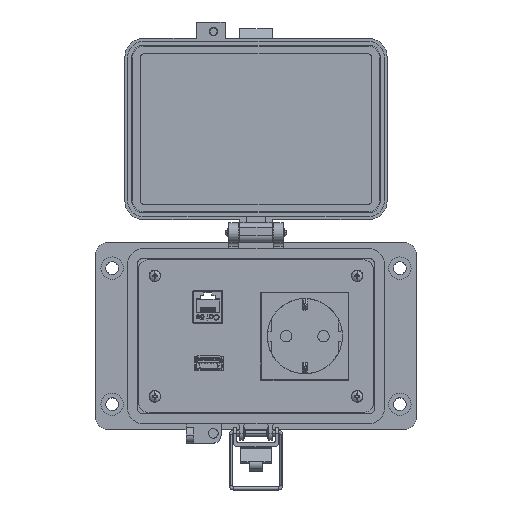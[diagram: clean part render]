
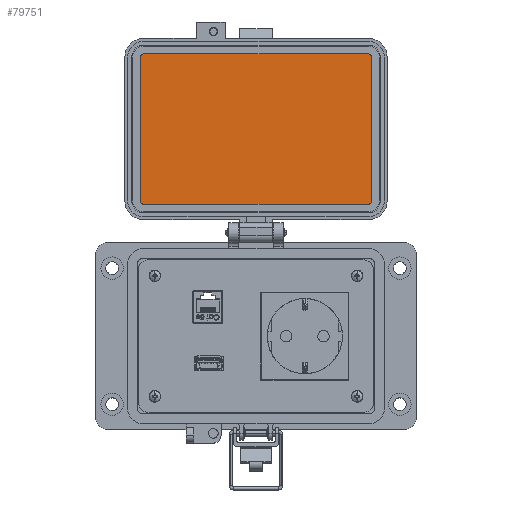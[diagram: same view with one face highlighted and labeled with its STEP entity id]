
A CAD part, top view. The second image highlights one B-rep face of the part: STEP entity #79751.
In plain terms, the highlighted planar face has unit normal (0, 0, 1).
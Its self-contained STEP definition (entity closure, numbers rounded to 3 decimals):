
#1620 = EDGE_CURVE ( 'NONE', #23285, #38015, #33258, .T. ) ;
#2451 = VERTEX_POINT ( 'NONE', #24537 ) ;
#3212 = CARTESIAN_POINT ( 'NONE',  ( -57.72, 67.765, 8.694 ) ) ;
#5660 = DIRECTION ( 'NONE',  ( 0., -1., 0. ) ) ;
#7461 = ORIENTED_EDGE ( 'NONE', *, *, #21318, .F. ) ;
#10197 = DIRECTION ( 'NONE',  ( 0., 1., 0. ) ) ;
#11899 = DIRECTION ( 'NONE',  ( 0., 0., -1. ) ) ;
#14460 = VECTOR ( 'NONE', #10197, 1000. ) ;
#14838 = CARTESIAN_POINT ( 'NONE',  ( 57.717, 145.119, 8.694 ) ) ;
#14989 = CARTESIAN_POINT ( 'NONE',  ( -57.72, 145.119, 8.694 ) ) ;
#15611 = CARTESIAN_POINT ( 'NONE',  ( 59.502, 69.55, 8.694 ) ) ;
#15991 = ORIENTED_EDGE ( 'NONE', *, *, #62021, .F. ) ;
#16333 = CIRCLE ( 'NONE', #64541, 1.785 ) ;
#17191 = EDGE_CURVE ( 'NONE', #38015, #70475, #33249, .T. ) ;
#18280 = DIRECTION ( 'NONE',  ( 0., -1., 0. ) ) ;
#19006 = ORIENTED_EDGE ( 'NONE', *, *, #49917, .F. ) ;
#19237 = CARTESIAN_POINT ( 'NONE',  ( 59.502, 69.55, 8.694 ) ) ;
#21318 = EDGE_CURVE ( 'NONE', #2451, #23285, #81223, .T. ) ;
#22048 = ORIENTED_EDGE ( 'NONE', *, *, #41145, .F. ) ;
#22415 = CARTESIAN_POINT ( 'NONE',  ( -59.505, 69.55, 8.694 ) ) ;
#23112 = ORIENTED_EDGE ( 'NONE', *, *, #17191, .F. ) ;
#23285 = VERTEX_POINT ( 'NONE', #55413 ) ;
#23709 = VERTEX_POINT ( 'NONE', #14989 ) ;
#23778 = CARTESIAN_POINT ( 'NONE',  ( -57.72, 143.334, 8.694 ) ) ;
#24537 = CARTESIAN_POINT ( 'NONE',  ( 57.717, 67.765, 8.694 ) ) ;
#25449 = VERTEX_POINT ( 'NONE', #19237 ) ;
#26958 = CARTESIAN_POINT ( 'NONE',  ( -59.505, 143.334, 8.694 ) ) ;
#28562 = DIRECTION ( 'NONE',  ( 0., -1., 0. ) ) ;
#28992 = CARTESIAN_POINT ( 'NONE',  ( 57.717, 145.119, 8.694 ) ) ;
#30129 = DIRECTION ( 'NONE',  ( 0., -1., 0. ) ) ;
#33249 = LINE ( 'NONE', #48069, #14460 ) ;
#33258 = CIRCLE ( 'NONE', #43838, 1.785 ) ;
#33283 = CIRCLE ( 'NONE', #54200, 1.785 ) ;
#34031 = EDGE_LOOP ( 'NONE', ( #36557, #23112, #52490, #7461, #55749, #19006, #15991, #22048 ) ) ;
#34158 = VERTEX_POINT ( 'NONE', #14838 ) ;
#34249 = LINE ( 'NONE', #28992, #65873 ) ;
#34638 = DIRECTION ( 'NONE',  ( -1., 0., 0. ) ) ;
#35342 = DIRECTION ( 'NONE',  ( 1., 0., 0. ) ) ;
#35468 = CARTESIAN_POINT ( 'NONE',  ( 57.717, 143.334, 8.694 ) ) ;
#36557 = ORIENTED_EDGE ( 'NONE', *, *, #38118, .F. ) ;
#37104 = CARTESIAN_POINT ( 'NONE',  ( 57.717, 69.55, 8.694 ) ) ;
#37145 = PLANE ( 'NONE',  #61825 ) ;
#38015 = VERTEX_POINT ( 'NONE', #22415 ) ;
#38118 = EDGE_CURVE ( 'NONE', #70475, #23709, #43608, .T. ) ;
#40015 = AXIS2_PLACEMENT_3D ( 'NONE', #23778, #67994, #30129 ) ;
#41145 = EDGE_CURVE ( 'NONE', #23709, #34158, #34249, .T. ) ;
#41879 = DIRECTION ( 'NONE',  ( 0., -1., 0. ) ) ;
#43448 = DIRECTION ( 'NONE',  ( 0., -1., 0. ) ) ;
#43490 = DIRECTION ( 'NONE',  ( 0., 0., 1. ) ) ;
#43608 = CIRCLE ( 'NONE', #40015, 1.785 ) ;
#43838 = AXIS2_PLACEMENT_3D ( 'NONE', #56137, #11899, #18280 ) ;
#44185 = LINE ( 'NONE', #15611, #57018 ) ;
#47648 = VECTOR ( 'NONE', #34638, 1000. ) ;
#48069 = CARTESIAN_POINT ( 'NONE',  ( -59.505, 143.334, 8.694 ) ) ;
#49917 = EDGE_CURVE ( 'NONE', #63636, #25449, #44185, .T. ) ;
#52490 = ORIENTED_EDGE ( 'NONE', *, *, #1620, .F. ) ;
#54200 = AXIS2_PLACEMENT_3D ( 'NONE', #37104, #81277, #43448 ) ;
#55413 = CARTESIAN_POINT ( 'NONE',  ( -57.72, 67.765, 8.694 ) ) ;
#55749 = ORIENTED_EDGE ( 'NONE', *, *, #75073, .F. ) ;
#55942 = CARTESIAN_POINT ( 'NONE',  ( -30.745, 145.119, 8.694 ) ) ;
#56089 = CARTESIAN_POINT ( 'NONE',  ( 59.502, 143.334, 8.694 ) ) ;
#56137 = CARTESIAN_POINT ( 'NONE',  ( -57.72, 69.55, 8.694 ) ) ;
#57018 = VECTOR ( 'NONE', #28562, 1000. ) ;
#61825 = AXIS2_PLACEMENT_3D ( 'NONE', #55942, #43490, #5660 ) ;
#62021 = EDGE_CURVE ( 'NONE', #34158, #63636, #16333, .T. ) ;
#63636 = VERTEX_POINT ( 'NONE', #56089 ) ;
#64541 = AXIS2_PLACEMENT_3D ( 'NONE', #35468, #79663, #41879 ) ;
#65873 = VECTOR ( 'NONE', #35342, 1000. ) ;
#67994 = DIRECTION ( 'NONE',  ( 0., 0., -1. ) ) ;
#70475 = VERTEX_POINT ( 'NONE', #26958 ) ;
#75073 = EDGE_CURVE ( 'NONE', #25449, #2451, #33283, .T. ) ;
#79663 = DIRECTION ( 'NONE',  ( 0., 0., -1. ) ) ;
#79751 = ADVANCED_FACE ( 'NONE', ( #81911 ), #37145, .T. ) ;
#81223 = LINE ( 'NONE', #3212, #47648 ) ;
#81277 = DIRECTION ( 'NONE',  ( 0., 0., -1. ) ) ;
#81911 = FACE_OUTER_BOUND ( 'NONE', #34031, .T. ) ;
